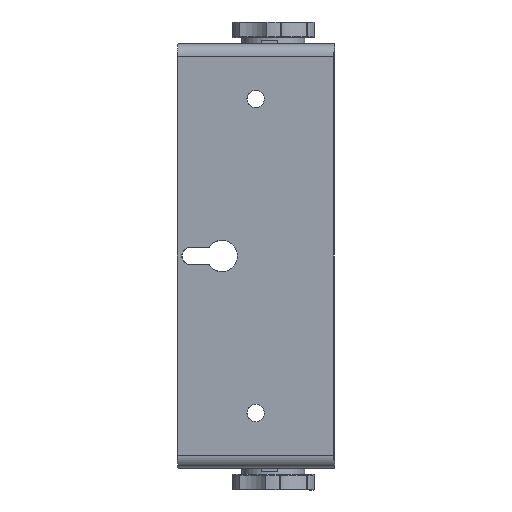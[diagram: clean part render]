
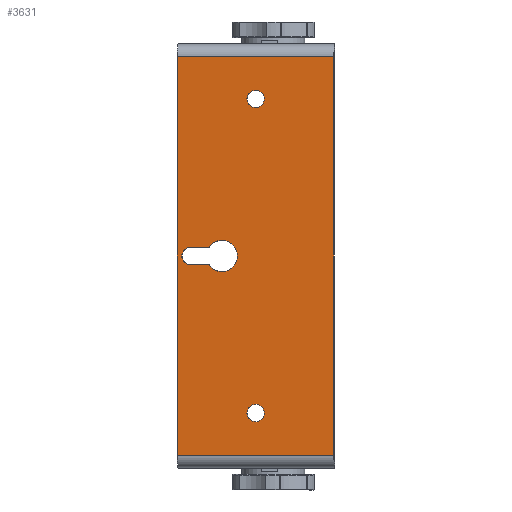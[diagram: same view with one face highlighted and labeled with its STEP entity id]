
A CAD part, left-side view. The second image highlights one B-rep face of the part: STEP entity #3631.
In plain terms, the highlighted face is planar.
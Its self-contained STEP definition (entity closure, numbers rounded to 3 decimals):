
#3 = LINE ( 'NONE', #1757, #3219 ) ;
#59 = VERTEX_POINT ( 'NONE', #1918 ) ;
#68 = ORIENTED_EDGE ( 'NONE', *, *, #1904, .F. ) ;
#83 = VERTEX_POINT ( 'NONE', #3746 ) ;
#129 = ORIENTED_EDGE ( 'NONE', *, *, #523, .F. ) ;
#132 = EDGE_CURVE ( 'NONE', #3385, #59, #1535, .T. ) ;
#191 = DIRECTION ( 'NONE',  ( 0., 0., 1. ) ) ;
#234 = VERTEX_POINT ( 'NONE', #2033 ) ;
#282 = DIRECTION ( 'NONE',  ( 0., 1., 0. ) ) ;
#323 = CARTESIAN_POINT ( 'NONE',  ( 63.5, 0., -25. ) ) ;
#386 = DIRECTION ( 'NONE',  ( 0., 0., 1. ) ) ;
#440 = CARTESIAN_POINT ( 'NONE',  ( 2.75, 0., 14.945 ) ) ;
#523 = EDGE_CURVE ( 'NONE', #767, #83, #3438, .T. ) ;
#533 = VECTOR ( 'NONE', #4516, 1000. ) ;
#540 = AXIS2_PLACEMENT_3D ( 'NONE', #2570, #3315, #768 ) ;
#558 = DIRECTION ( 'NONE',  ( 0., 1., 0. ) ) ;
#559 = LINE ( 'NONE', #1283, #3915 ) ;
#602 = PLANE ( 'NONE',  #2883 ) ;
#656 = EDGE_LOOP ( 'NONE', ( #4075, #1287, #3629, #760 ) ) ;
#671 = CARTESIAN_POINT ( 'NONE',  ( -63.5, 0., -25. ) ) ;
#689 = CARTESIAN_POINT ( 'NONE',  ( 0., 0., 10.769 ) ) ;
#709 = CARTESIAN_POINT ( 'NONE',  ( 63.5, 0., 25. ) ) ;
#714 = DIRECTION ( 'NONE',  ( 1., 0., 0. ) ) ;
#727 = ORIENTED_EDGE ( 'NONE', *, *, #2520, .F. ) ;
#745 = AXIS2_PLACEMENT_3D ( 'NONE', #3555, #3854, #386 ) ;
#760 = ORIENTED_EDGE ( 'NONE', *, *, #2103, .T. ) ;
#761 = CIRCLE ( 'NONE', #2905, 2.75 ) ;
#767 = VERTEX_POINT ( 'NONE', #3905 ) ;
#768 = DIRECTION ( 'NONE',  ( 1., 0., 0. ) ) ;
#822 = CARTESIAN_POINT ( 'NONE',  ( -50., 0., 2.75 ) ) ;
#836 = EDGE_CURVE ( 'NONE', #1558, #1927, #559, .T. ) ;
#966 = DIRECTION ( 'NONE',  ( 1., 0., 0. ) ) ;
#1021 = AXIS2_PLACEMENT_3D ( 'NONE', #4372, #1208, #191 ) ;
#1127 = EDGE_CURVE ( 'NONE', #83, #3968, #4100, .T. ) ;
#1174 = CARTESIAN_POINT ( 'NONE',  ( -50., 0., 0. ) ) ;
#1208 = DIRECTION ( 'NONE',  ( 0., 1., 0. ) ) ;
#1257 = CARTESIAN_POINT ( 'NONE',  ( -63.5, 0., 25. ) ) ;
#1276 = CARTESIAN_POINT ( 'NONE',  ( -2.75, 0., 20.769 ) ) ;
#1282 = CIRCLE ( 'NONE', #3870, 2.75 ) ;
#1283 = CARTESIAN_POINT ( 'NONE',  ( 2.75, 0., 20.769 ) ) ;
#1287 = ORIENTED_EDGE ( 'NONE', *, *, #3436, .F. ) ;
#1291 = EDGE_CURVE ( 'NONE', #234, #767, #3765, .T. ) ;
#1389 = CIRCLE ( 'NONE', #2930, 2.75 ) ;
#1413 = DIRECTION ( 'NONE',  ( 0., 0., 1. ) ) ;
#1427 = VERTEX_POINT ( 'NONE', #671 ) ;
#1443 = AXIS2_PLACEMENT_3D ( 'NONE', #689, #2420, #2027 ) ;
#1535 = CIRCLE ( 'NONE', #1021, 2.75 ) ;
#1558 = VERTEX_POINT ( 'NONE', #440 ) ;
#1670 = AXIS2_PLACEMENT_3D ( 'NONE', #3835, #2719, #966 ) ;
#1703 = CARTESIAN_POINT ( 'NONE',  ( 63.5, 0., 25. ) ) ;
#1757 = CARTESIAN_POINT ( 'NONE',  ( -63.5, 0., 25. ) ) ;
#1838 = CARTESIAN_POINT ( 'NONE',  ( -63.5, 0., -25. ) ) ;
#1852 = EDGE_CURVE ( 'NONE', #3406, #3936, #3, .T. ) ;
#1904 = EDGE_CURVE ( 'NONE', #3968, #1558, #2625, .T. ) ;
#1918 = CARTESIAN_POINT ( 'NONE',  ( 50., 0., -2.75 ) ) ;
#1927 = VERTEX_POINT ( 'NONE', #2147 ) ;
#2027 = DIRECTION ( 'NONE',  ( 1., 0., 0. ) ) ;
#2033 = CARTESIAN_POINT ( 'NONE',  ( -2.75, 0., 20.769 ) ) ;
#2103 = EDGE_CURVE ( 'NONE', #3406, #1427, #3040, .T. ) ;
#2133 = VERTEX_POINT ( 'NONE', #4108 ) ;
#2147 = CARTESIAN_POINT ( 'NONE',  ( 2.75, 0., 20.769 ) ) ;
#2159 = EDGE_LOOP ( 'NONE', ( #2591, #727, #2769, #68, #4416, #129 ) ) ;
#2168 = VECTOR ( 'NONE', #4420, 1000. ) ;
#2234 = DIRECTION ( 'NONE',  ( 0., -1., 0. ) ) ;
#2294 = FACE_BOUND ( 'NONE', #2159, .T. ) ;
#2299 = VERTEX_POINT ( 'NONE', #323 ) ;
#2420 = DIRECTION ( 'NONE',  ( 0., -1., 0. ) ) ;
#2433 = ORIENTED_EDGE ( 'NONE', *, *, #132, .T. ) ;
#2520 = EDGE_CURVE ( 'NONE', #1927, #234, #1389, .T. ) ;
#2570 = CARTESIAN_POINT ( 'NONE',  ( 0., 0., 10.769 ) ) ;
#2583 = EDGE_CURVE ( 'NONE', #3960, #2133, #761, .T. ) ;
#2591 = ORIENTED_EDGE ( 'NONE', *, *, #1291, .F. ) ;
#2625 = CIRCLE ( 'NONE', #1670, 5. ) ;
#2681 = DIRECTION ( 'NONE',  ( 0., 0., 1. ) ) ;
#2705 = FACE_BOUND ( 'NONE', #3389, .T. ) ;
#2719 = DIRECTION ( 'NONE',  ( 0., -1., 0. ) ) ;
#2769 = ORIENTED_EDGE ( 'NONE', *, *, #836, .F. ) ;
#2780 = ORIENTED_EDGE ( 'NONE', *, *, #2583, .T. ) ;
#2875 = LINE ( 'NONE', #1838, #2968 ) ;
#2883 = AXIS2_PLACEMENT_3D ( 'NONE', #1257, #558, #2681 ) ;
#2905 = AXIS2_PLACEMENT_3D ( 'NONE', #1174, #3684, #3345 ) ;
#2930 = AXIS2_PLACEMENT_3D ( 'NONE', #3012, #2234, #2945 ) ;
#2945 = DIRECTION ( 'NONE',  ( 1., 0., 0. ) ) ;
#2950 = DIRECTION ( 'NONE',  ( 0., 0., -1. ) ) ;
#2968 = VECTOR ( 'NONE', #3249, 1000. ) ;
#2983 = FACE_BOUND ( 'NONE', #4551, .T. ) ;
#3012 = CARTESIAN_POINT ( 'NONE',  ( 0., 0., 20.769 ) ) ;
#3036 = EDGE_CURVE ( 'NONE', #2133, #3960, #1282, .T. ) ;
#3040 = LINE ( 'NONE', #3350, #4121 ) ;
#3219 = VECTOR ( 'NONE', #714, 1000. ) ;
#3249 = DIRECTION ( 'NONE',  ( 1., 0., 0. ) ) ;
#3315 = DIRECTION ( 'NONE',  ( 0., -1., 0. ) ) ;
#3345 = DIRECTION ( 'NONE',  ( 0., 0., 1. ) ) ;
#3350 = CARTESIAN_POINT ( 'NONE',  ( -63.5, 0., 25. ) ) ;
#3385 = VERTEX_POINT ( 'NONE', #3899 ) ;
#3389 = EDGE_LOOP ( 'NONE', ( #2780, #4515 ) ) ;
#3406 = VERTEX_POINT ( 'NONE', #4205 ) ;
#3436 = EDGE_CURVE ( 'NONE', #3936, #2299, #4542, .T. ) ;
#3438 = CIRCLE ( 'NONE', #1443, 5. ) ;
#3552 = EDGE_CURVE ( 'NONE', #1427, #2299, #2875, .T. ) ;
#3555 = CARTESIAN_POINT ( 'NONE',  ( 50., 0., 0. ) ) ;
#3629 = ORIENTED_EDGE ( 'NONE', *, *, #1852, .F. ) ;
#3631 = ADVANCED_FACE ( 'NONE', ( #2983, #2705, #2294, #3701 ), #602, .F. ) ;
#3684 = DIRECTION ( 'NONE',  ( 0., 1., 0. ) ) ;
#3701 = FACE_OUTER_BOUND ( 'NONE', #656, .T. ) ;
#3746 = CARTESIAN_POINT ( 'NONE',  ( -5., 0., 10.769 ) ) ;
#3765 = LINE ( 'NONE', #1276, #2168 ) ;
#3824 = EDGE_CURVE ( 'NONE', #59, #3385, #4219, .T. ) ;
#3835 = CARTESIAN_POINT ( 'NONE',  ( 0., 0., 10.769 ) ) ;
#3854 = DIRECTION ( 'NONE',  ( 0., 1., 0. ) ) ;
#3870 = AXIS2_PLACEMENT_3D ( 'NONE', #4162, #282, #1413 ) ;
#3899 = CARTESIAN_POINT ( 'NONE',  ( 50., 0., 2.75 ) ) ;
#3905 = CARTESIAN_POINT ( 'NONE',  ( -2.75, 0., 14.945 ) ) ;
#3915 = VECTOR ( 'NONE', #4467, 1000. ) ;
#3936 = VERTEX_POINT ( 'NONE', #709 ) ;
#3960 = VERTEX_POINT ( 'NONE', #822 ) ;
#3968 = VERTEX_POINT ( 'NONE', #4321 ) ;
#4075 = ORIENTED_EDGE ( 'NONE', *, *, #3552, .T. ) ;
#4100 = CIRCLE ( 'NONE', #540, 5. ) ;
#4108 = CARTESIAN_POINT ( 'NONE',  ( -50., 0., -2.75 ) ) ;
#4121 = VECTOR ( 'NONE', #2950, 1000. ) ;
#4162 = CARTESIAN_POINT ( 'NONE',  ( -50., 0., 0. ) ) ;
#4202 = ORIENTED_EDGE ( 'NONE', *, *, #3824, .T. ) ;
#4205 = CARTESIAN_POINT ( 'NONE',  ( -63.5, 0., 25. ) ) ;
#4219 = CIRCLE ( 'NONE', #745, 2.75 ) ;
#4321 = CARTESIAN_POINT ( 'NONE',  ( 5., 0., 10.769 ) ) ;
#4372 = CARTESIAN_POINT ( 'NONE',  ( 50., 0., 0. ) ) ;
#4416 = ORIENTED_EDGE ( 'NONE', *, *, #1127, .F. ) ;
#4420 = DIRECTION ( 'NONE',  ( 0., 0., -1. ) ) ;
#4467 = DIRECTION ( 'NONE',  ( 0., 0., 1. ) ) ;
#4515 = ORIENTED_EDGE ( 'NONE', *, *, #3036, .T. ) ;
#4516 = DIRECTION ( 'NONE',  ( 0., 0., -1. ) ) ;
#4542 = LINE ( 'NONE', #1703, #533 ) ;
#4551 = EDGE_LOOP ( 'NONE', ( #2433, #4202 ) ) ;
